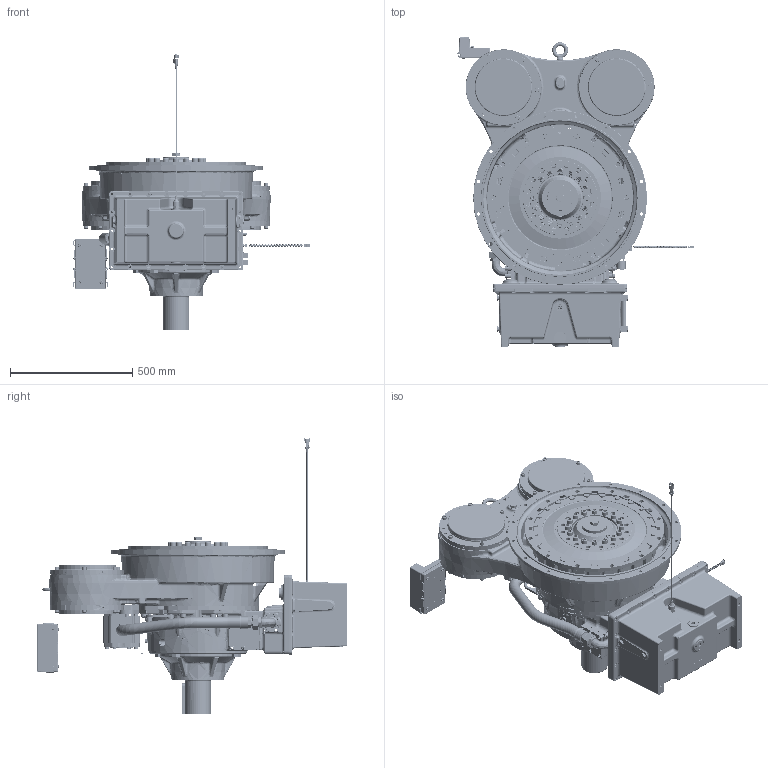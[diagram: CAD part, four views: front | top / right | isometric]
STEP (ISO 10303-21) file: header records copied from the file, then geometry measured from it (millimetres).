
FILE_DESCRIPTION (( 'STEP AP214' ), '1' );
FILE_NAME ('1027950N.step', '2021-06-30T04:21:11', ( 'TDI' ), ( 'Twin Disc Inc' ), 'SwSTEP 2.0', 'SolidWorks 2019', '' );
FILE_SCHEMA (( 'AUTOMOTIVE_DESIGN' ));
Length unit declared in the file: millimetre
Products named in the file (1): 1027950N
Bounding box: 970.31 x 1271.05 x 1132.15 mm (x, y, z)
Surface area: 5807150 mm2 (no closed solid volume)
Topology: 0 solids, 1115 shells, 7484 faces, 33678 edges, 26868 vertices
Faces by surface type: plane 2902, cylinder 2173, bspline 967, torus 729, cone 584, sphere 129
Entity records: 596128 total; most frequent: CARTESIAN_POINT 260208, DIRECTION 47768, ORIENTED_EDGE 46736, EDGE_CURVE 33581, VERTEX_POINT 26855, LINE 16028, VECTOR 16028, AXIS2_PLACEMENT_3D 15870
